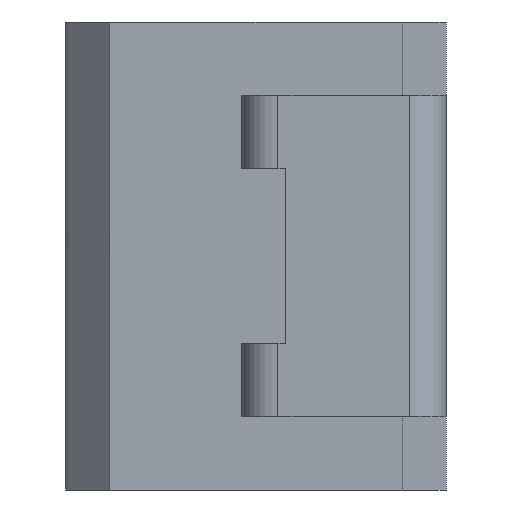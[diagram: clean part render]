
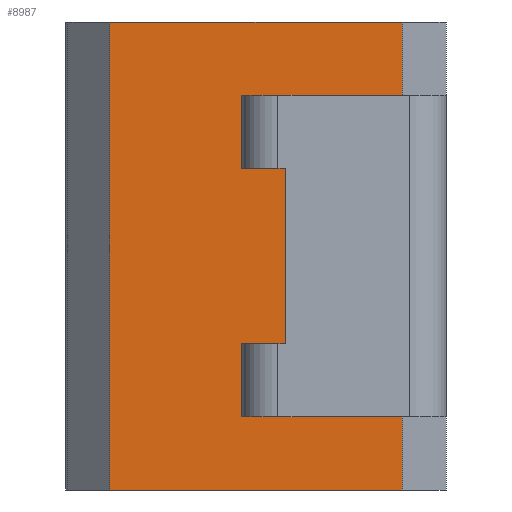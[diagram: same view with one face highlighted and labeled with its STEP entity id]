
A CAD part, left-side view. The second image highlights one B-rep face of the part: STEP entity #8987.
In plain terms, the highlighted planar face has unit normal (-1, 0, 0).
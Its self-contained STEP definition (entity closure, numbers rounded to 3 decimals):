
#141 = CARTESIAN_POINT ( 'NONE',  ( -2.6, 1.2, 1.1 ) ) ;
#207 = VERTEX_POINT ( 'NONE', #7370 ) ;
#358 = ORIENTED_EDGE ( 'NONE', *, *, #10160, .T. ) ;
#364 = DIRECTION ( 'NONE',  ( 0., -1., 0. ) ) ;
#620 = ORIENTED_EDGE ( 'NONE', *, *, #5268, .F. ) ;
#638 = CARTESIAN_POINT ( 'NONE',  ( -2.6, 0.3, 1.6 ) ) ;
#679 = VECTOR ( 'NONE', #7989, 1000. ) ;
#833 = CARTESIAN_POINT ( 'NONE',  ( -2.6, 0.3, -1.6 ) ) ;
#922 = VECTOR ( 'NONE', #2830, 1000. ) ;
#1131 = CARTESIAN_POINT ( 'NONE',  ( -2.6, 2.3, 1.6 ) ) ;
#1200 = LINE ( 'NONE', #7161, #679 ) ;
#1224 = EDGE_CURVE ( 'NONE', #10418, #7274, #9806, .T. ) ;
#1470 = DIRECTION ( 'NONE',  ( 0., 0., -1. ) ) ;
#1551 = CARTESIAN_POINT ( 'NONE',  ( -2.6, 1.4, -1.1 ) ) ;
#1651 = CARTESIAN_POINT ( 'NONE',  ( -2.6, 1.2, 0.6 ) ) ;
#1693 = EDGE_CURVE ( 'NONE', #8090, #10650, #7474, .T. ) ;
#1798 = CARTESIAN_POINT ( 'NONE',  ( -2.6, 2.3, -1.6 ) ) ;
#1924 = LINE ( 'NONE', #10239, #10433 ) ;
#1952 = ORIENTED_EDGE ( 'NONE', *, *, #7240, .T. ) ;
#1996 = LINE ( 'NONE', #9008, #4185 ) ;
#2073 = VECTOR ( 'NONE', #9813, 1000. ) ;
#2332 = DIRECTION ( 'NONE',  ( 0., -1., 0. ) ) ;
#2358 = CARTESIAN_POINT ( 'NONE',  ( -2.6, 1.4, 1.1 ) ) ;
#2484 = VERTEX_POINT ( 'NONE', #1798 ) ;
#2495 = CARTESIAN_POINT ( 'NONE',  ( -2.6, 1.2, -0.6 ) ) ;
#2624 = VERTEX_POINT ( 'NONE', #9654 ) ;
#2693 = EDGE_CURVE ( 'NONE', #2624, #10650, #5246, .T. ) ;
#2740 = VERTEX_POINT ( 'NONE', #7412 ) ;
#2819 = VECTOR ( 'NONE', #3273, 1000. ) ;
#2830 = DIRECTION ( 'NONE',  ( 0., 1., 0. ) ) ;
#2854 = AXIS2_PLACEMENT_3D ( 'NONE', #638, #6404, #1470 ) ;
#2885 = LINE ( 'NONE', #1131, #9188 ) ;
#2905 = VERTEX_POINT ( 'NONE', #833 ) ;
#3070 = ORIENTED_EDGE ( 'NONE', *, *, #10501, .T. ) ;
#3085 = PLANE ( 'NONE',  #2854 ) ;
#3129 = FACE_BOUND ( 'NONE', #6018, .T. ) ;
#3229 = VECTOR ( 'NONE', #7063, 1000. ) ;
#3243 = DIRECTION ( 'NONE',  ( 0., -1., 0. ) ) ;
#3273 = DIRECTION ( 'NONE',  ( 0., 0., -1. ) ) ;
#3696 = CARTESIAN_POINT ( 'NONE',  ( -2.6, 1.4, -0.6 ) ) ;
#3780 = DIRECTION ( 'NONE',  ( 0., 0., -1. ) ) ;
#3936 = EDGE_CURVE ( 'NONE', #207, #6932, #1200, .T. ) ;
#4185 = VECTOR ( 'NONE', #3243, 1000. ) ;
#4269 = LINE ( 'NONE', #2358, #2073 ) ;
#4675 = LINE ( 'NONE', #8722, #9042 ) ;
#5028 = VECTOR ( 'NONE', #8405, 1000. ) ;
#5233 = DIRECTION ( 'NONE',  ( 0., 0., -1. ) ) ;
#5246 = LINE ( 'NONE', #1551, #9359 ) ;
#5268 = EDGE_CURVE ( 'NONE', #8904, #5755, #5283, .T. ) ;
#5283 = LINE ( 'NONE', #6552, #2819 ) ;
#5339 = FACE_BOUND ( 'NONE', #8945, .T. ) ;
#5755 = VERTEX_POINT ( 'NONE', #10330 ) ;
#5913 = CARTESIAN_POINT ( 'NONE',  ( -2.6, 1.2, 1.1 ) ) ;
#5962 = ORIENTED_EDGE ( 'NONE', *, *, #7737, .F. ) ;
#6018 = EDGE_LOOP ( 'NONE', ( #1952, #7520, #5962, #620 ) ) ;
#6258 = ORIENTED_EDGE ( 'NONE', *, *, #8723, .F. ) ;
#6404 = DIRECTION ( 'NONE',  ( 1., 0., 0. ) ) ;
#6552 = CARTESIAN_POINT ( 'NONE',  ( -2.6, 1.4, 1.1 ) ) ;
#6608 = ORIENTED_EDGE ( 'NONE', *, *, #3936, .F. ) ;
#6619 = CARTESIAN_POINT ( 'NONE',  ( -2.6, 1.4, 1.1 ) ) ;
#6910 = EDGE_CURVE ( 'NONE', #8090, #2740, #7484, .T. ) ;
#6932 = VERTEX_POINT ( 'NONE', #7909 ) ;
#7011 = VECTOR ( 'NONE', #7455, 1000. ) ;
#7063 = DIRECTION ( 'NONE',  ( 0., 0., -1. ) ) ;
#7161 = CARTESIAN_POINT ( 'NONE',  ( -2.6, 0.3, 1.6 ) ) ;
#7240 = EDGE_CURVE ( 'NONE', #8904, #10418, #4269, .T. ) ;
#7263 = FACE_OUTER_BOUND ( 'NONE', #10263, .T. ) ;
#7269 = ORIENTED_EDGE ( 'NONE', *, *, #1693, .T. ) ;
#7274 = VERTEX_POINT ( 'NONE', #1651 ) ;
#7370 = CARTESIAN_POINT ( 'NONE',  ( -2.6, 2.3, 1.6 ) ) ;
#7412 = CARTESIAN_POINT ( 'NONE',  ( -2.6, 1.4, -0.6 ) ) ;
#7455 = DIRECTION ( 'NONE',  ( 0., 0., -1. ) ) ;
#7474 = LINE ( 'NONE', #5913, #5028 ) ;
#7484 = LINE ( 'NONE', #3696, #922 ) ;
#7520 = ORIENTED_EDGE ( 'NONE', *, *, #1224, .T. ) ;
#7737 = EDGE_CURVE ( 'NONE', #5755, #7274, #1924, .T. ) ;
#7887 = CARTESIAN_POINT ( 'NONE',  ( -2.6, 1.2, 1.1 ) ) ;
#7909 = CARTESIAN_POINT ( 'NONE',  ( -2.6, 0.3, 1.6 ) ) ;
#7989 = DIRECTION ( 'NONE',  ( 0., -1., 0. ) ) ;
#8090 = VERTEX_POINT ( 'NONE', #2495 ) ;
#8405 = DIRECTION ( 'NONE',  ( 0., 0., -1. ) ) ;
#8670 = CARTESIAN_POINT ( 'NONE',  ( -2.6, 1.4, 1.1 ) ) ;
#8722 = CARTESIAN_POINT ( 'NONE',  ( -2.6, 0.3, 1.6 ) ) ;
#8723 = EDGE_CURVE ( 'NONE', #2740, #2624, #9197, .T. ) ;
#8885 = CARTESIAN_POINT ( 'NONE',  ( -2.6, 1.2, -1.1 ) ) ;
#8904 = VERTEX_POINT ( 'NONE', #8670 ) ;
#8945 = EDGE_LOOP ( 'NONE', ( #7269, #9493, #6258, #9970 ) ) ;
#8987 = ADVANCED_FACE ( 'NONE', ( #5339, #7263, #3129 ), #3085, .F. ) ;
#9008 = CARTESIAN_POINT ( 'NONE',  ( -2.6, 0.3, -1.6 ) ) ;
#9042 = VECTOR ( 'NONE', #3780, 1000. ) ;
#9188 = VECTOR ( 'NONE', #5233, 1000. ) ;
#9197 = LINE ( 'NONE', #6619, #7011 ) ;
#9259 = ORIENTED_EDGE ( 'NONE', *, *, #9801, .F. ) ;
#9359 = VECTOR ( 'NONE', #2332, 1000. ) ;
#9493 = ORIENTED_EDGE ( 'NONE', *, *, #2693, .F. ) ;
#9654 = CARTESIAN_POINT ( 'NONE',  ( -2.6, 1.4, -1.1 ) ) ;
#9801 = EDGE_CURVE ( 'NONE', #6932, #2905, #4675, .T. ) ;
#9806 = LINE ( 'NONE', #7887, #3229 ) ;
#9813 = DIRECTION ( 'NONE',  ( 0., -1., 0. ) ) ;
#9970 = ORIENTED_EDGE ( 'NONE', *, *, #6910, .F. ) ;
#10160 = EDGE_CURVE ( 'NONE', #2484, #2905, #1996, .T. ) ;
#10239 = CARTESIAN_POINT ( 'NONE',  ( -2.6, 1.4, 0.6 ) ) ;
#10263 = EDGE_LOOP ( 'NONE', ( #6608, #3070, #358, #9259 ) ) ;
#10330 = CARTESIAN_POINT ( 'NONE',  ( -2.6, 1.4, 0.6 ) ) ;
#10418 = VERTEX_POINT ( 'NONE', #141 ) ;
#10433 = VECTOR ( 'NONE', #364, 1000. ) ;
#10501 = EDGE_CURVE ( 'NONE', #207, #2484, #2885, .T. ) ;
#10650 = VERTEX_POINT ( 'NONE', #8885 ) ;
